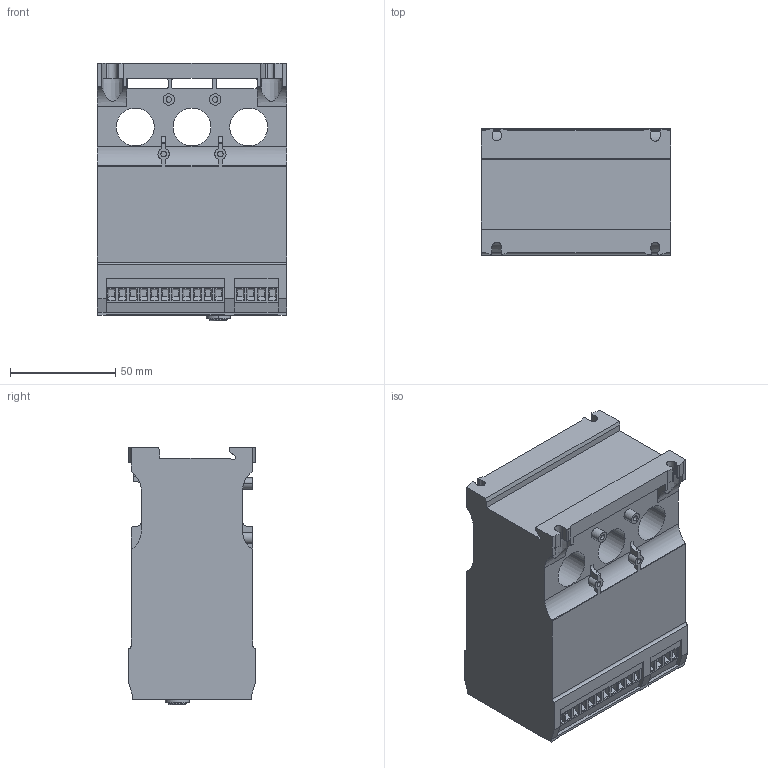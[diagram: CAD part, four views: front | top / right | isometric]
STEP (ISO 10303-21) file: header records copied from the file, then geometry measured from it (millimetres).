
FILE_DESCRIPTION((''),'2;1');
FILE_NAME('LTMR08DBD_3D-SIMPLIFIED_ASM_1_ASM','2018-03-16T',('danae.lavaud'),(''),'PRO/ENGINEER BY PARAMETRIC TECHNOLOGY CORPORATION, 2014090','PRO/ENGINEER BY PARAMETRIC TECHNOLOGY CORPORATION, 2014090','');
FILE_SCHEMA(('CONFIG_CONTROL_DESIGN'));
Length unit declared in the file: millimetre
Products named in the file (7): CORPS_9_1; BOUTON_1_1; MANIFOLD_SOLID_BREP_21308; MANIFOLD_SOLID_BREP_21458; CACHE_2_1_ASM; SIMPL_ASM_3_ASM_1_ASM; LTMR08DBD_3D-SIMPLIFIED_ASM_1_ASM
Assembly tree (6 placements, depth 4):
  LTMR08DBD_3D-SIMPLIFIED_ASM_1_ASM
    SIMPL_ASM_3_ASM_1_ASM
      CORPS_9_1
      BOUTON_1_1
      CACHE_2_1_ASM
        MANIFOLD_SOLID_BREP_21308
        MANIFOLD_SOLID_BREP_21458
Bounding box: 90 x 60.4 x 122.5 mm (x, y, z)
Volume: 516782.7 mm3; surface area: 68247.9 mm2
Topology: 4 solids, 4 shells, 781 faces, 1954 edges, 1259 vertices
Faces by surface type: plane 597, cylinder 170, extrusion 12, torus 2
Entity records: 23705 total; most frequent: CARTESIAN_POINT 4574, ORIENTED_EDGE 3908, DIRECTION 3874, EDGE_CURVE 1954, VECTOR 1566, LINE 1554, VERTEX_POINT 1259, AXIS2_PLACEMENT_3D 1154
